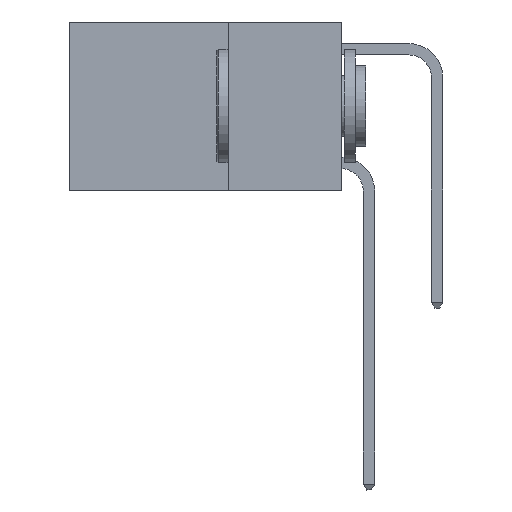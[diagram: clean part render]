
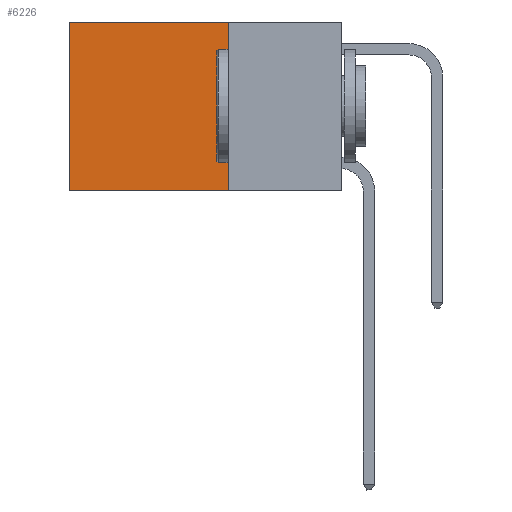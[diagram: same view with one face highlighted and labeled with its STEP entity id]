
A CAD part, left-side view. The second image highlights one B-rep face of the part: STEP entity #6226.
In plain terms, the highlighted planar face has unit normal (-1, 0, 0).
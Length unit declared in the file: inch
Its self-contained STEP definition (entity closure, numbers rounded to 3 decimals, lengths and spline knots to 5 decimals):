
#468 = CARTESIAN_POINT ( 'NONE',  ( 0.2625, 0.6, 0. ) ) ;
#643 = VECTOR ( 'NONE', #9968, 39.37008 ) ;
#1392 = VERTEX_POINT ( 'NONE', #468 ) ;
#2013 = PLANE ( 'NONE',  #12635 ) ;
#2072 = CARTESIAN_POINT ( 'NONE',  ( 0.2625, 0.6, -0.37 ) ) ;
#4439 = VERTEX_POINT ( 'NONE', #5162 ) ;
#5162 = CARTESIAN_POINT ( 'NONE',  ( 0.2625, 0.25, 0. ) ) ;
#5563 = CARTESIAN_POINT ( 'NONE',  ( 0.2625, 0.25, 0. ) ) ;
#5777 = ORIENTED_EDGE ( 'NONE', *, *, #12471, .T. ) ;
#6226 = ADVANCED_FACE ( 'NONE', ( #13896 ), #2013, .F. ) ;
#7345 = CARTESIAN_POINT ( 'NONE',  ( 0.2625, 0.25, 0. ) ) ;
#9903 = DIRECTION ( 'NONE',  ( 0., 1., 0. ) ) ;
#9968 = DIRECTION ( 'NONE',  ( 0., 0., -1. ) ) ;
#12236 = LINE ( 'NONE', #22375, #12560 ) ;
#12471 = EDGE_CURVE ( 'NONE', #1392, #28025, #22900, .T. ) ;
#12560 = VECTOR ( 'NONE', #9903, 39.37008 ) ;
#12635 = AXIS2_PLACEMENT_3D ( 'NONE', #7345, #17667, #24210 ) ;
#12756 = VECTOR ( 'NONE', #22741, 39.37008 ) ;
#12937 = ORIENTED_EDGE ( 'NONE', *, *, #31211, .F. ) ;
#13570 = EDGE_LOOP ( 'NONE', ( #5777, #12937, #25076, #29878 ) ) ;
#13896 = FACE_OUTER_BOUND ( 'NONE', #13570, .T. ) ;
#14511 = VERTEX_POINT ( 'NONE', #18420 ) ;
#17667 = DIRECTION ( 'NONE',  ( 1., 0., 0. ) ) ;
#18420 = CARTESIAN_POINT ( 'NONE',  ( 0.2625, 0.25, -0.37 ) ) ;
#19768 = CARTESIAN_POINT ( 'NONE',  ( 0.2625, 0.25, 0. ) ) ;
#22021 = EDGE_CURVE ( 'NONE', #4439, #1392, #25876, .T. ) ;
#22375 = CARTESIAN_POINT ( 'NONE',  ( 0.2625, 0.25, -0.37 ) ) ;
#22741 = DIRECTION ( 'NONE',  ( 0., 0., -1. ) ) ;
#22900 = LINE ( 'NONE', #25244, #12756 ) ;
#24210 = DIRECTION ( 'NONE',  ( 0., 0., -1. ) ) ;
#25076 = ORIENTED_EDGE ( 'NONE', *, *, #25387, .F. ) ;
#25244 = CARTESIAN_POINT ( 'NONE',  ( 0.2625, 0.6, 0. ) ) ;
#25387 = EDGE_CURVE ( 'NONE', #4439, #14511, #27440, .T. ) ;
#25876 = LINE ( 'NONE', #5563, #30885 ) ;
#27440 = LINE ( 'NONE', #19768, #643 ) ;
#28025 = VERTEX_POINT ( 'NONE', #2072 ) ;
#28527 = DIRECTION ( 'NONE',  ( 0., 1., 0. ) ) ;
#29878 = ORIENTED_EDGE ( 'NONE', *, *, #22021, .T. ) ;
#30885 = VECTOR ( 'NONE', #28527, 39.37008 ) ;
#31211 = EDGE_CURVE ( 'NONE', #14511, #28025, #12236, .T. ) ;
